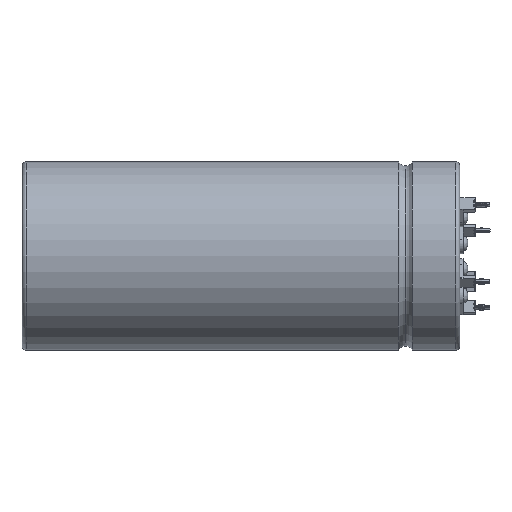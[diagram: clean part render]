
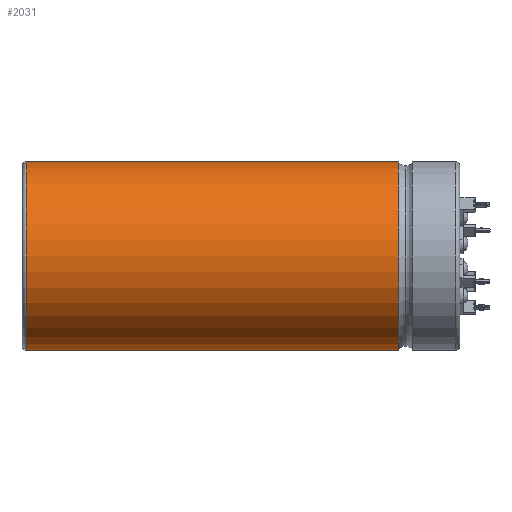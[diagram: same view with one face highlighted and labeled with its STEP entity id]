
A CAD part, left-side view. The second image highlights one B-rep face of the part: STEP entity #2031.
In plain terms, the highlighted cylindrical face has radius 23 mm (diameter 46 mm), a partial arc.
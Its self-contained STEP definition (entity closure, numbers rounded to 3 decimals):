
#175 = VERTEX_POINT ( 'NONE', #7384 ) ;
#283 = EDGE_CURVE ( 'NONE', #16248, #12394, #16419, .T. ) ;
#454 = CARTESIAN_POINT ( 'NONE',  ( 0., 107., 0. ) ) ;
#508 = FACE_OUTER_BOUND ( 'NONE', #2786, .T. ) ;
#1513 = DIRECTION ( 'NONE',  ( 0., 0., -1. ) ) ;
#1814 = AXIS2_PLACEMENT_3D ( 'NONE', #11934, #5297, #1513 ) ;
#2031 = ADVANCED_FACE ( 'NONE', ( #508 ), #7366, .T. ) ;
#2048 = CARTESIAN_POINT ( 'NONE',  ( 0., 107., -23. ) ) ;
#2445 = CIRCLE ( 'NONE', #1814, 23. ) ;
#2580 = EDGE_CURVE ( 'NONE', #12394, #175, #8440, .T. ) ;
#2786 = EDGE_LOOP ( 'NONE', ( #4726, #14749, #7011, #10407 ) ) ;
#4726 = ORIENTED_EDGE ( 'NONE', *, *, #10546, .F. ) ;
#5297 = DIRECTION ( 'NONE',  ( 0., -1., 0. ) ) ;
#5472 = DIRECTION ( 'NONE',  ( 0., -1., 0. ) ) ;
#6338 = DIRECTION ( 'NONE',  ( 0., -1., 0. ) ) ;
#6844 = DIRECTION ( 'NONE',  ( 0., 0., -1. ) ) ;
#7011 = ORIENTED_EDGE ( 'NONE', *, *, #2580, .T. ) ;
#7366 = CYLINDRICAL_SURFACE ( 'NONE', #10467, 23. ) ;
#7384 = CARTESIAN_POINT ( 'NONE',  ( 0., 14.974, -23. ) ) ;
#8237 = DIRECTION ( 'NONE',  ( 0., -1., 0. ) ) ;
#8440 = LINE ( 'NONE', #2048, #12828 ) ;
#10136 = DIRECTION ( 'NONE',  ( 0., -1., 0. ) ) ;
#10314 = CARTESIAN_POINT ( 'NONE',  ( 0., 14.974, 23. ) ) ;
#10407 = ORIENTED_EDGE ( 'NONE', *, *, #10958, .F. ) ;
#10467 = AXIS2_PLACEMENT_3D ( 'NONE', #454, #8237, #6844 ) ;
#10546 = EDGE_CURVE ( 'NONE', #16248, #13536, #13940, .T. ) ;
#10958 = EDGE_CURVE ( 'NONE', #13536, #175, #2445, .T. ) ;
#11934 = CARTESIAN_POINT ( 'NONE',  ( 0., 14.974, 0. ) ) ;
#12394 = VERTEX_POINT ( 'NONE', #15385 ) ;
#12828 = VECTOR ( 'NONE', #10136, 1000. ) ;
#13307 = VECTOR ( 'NONE', #5472, 1000. ) ;
#13536 = VERTEX_POINT ( 'NONE', #10314 ) ;
#13940 = LINE ( 'NONE', #14596, #13307 ) ;
#14077 = AXIS2_PLACEMENT_3D ( 'NONE', #17128, #6338, #15678 ) ;
#14596 = CARTESIAN_POINT ( 'NONE',  ( 0., 107., 23. ) ) ;
#14603 = CARTESIAN_POINT ( 'NONE',  ( 0., 106., 23. ) ) ;
#14749 = ORIENTED_EDGE ( 'NONE', *, *, #283, .T. ) ;
#15385 = CARTESIAN_POINT ( 'NONE',  ( 0., 106., -23. ) ) ;
#15678 = DIRECTION ( 'NONE',  ( 0., 0., 1. ) ) ;
#16248 = VERTEX_POINT ( 'NONE', #14603 ) ;
#16419 = CIRCLE ( 'NONE', #14077, 23. ) ;
#17128 = CARTESIAN_POINT ( 'NONE',  ( 0., 106., 0. ) ) ;
